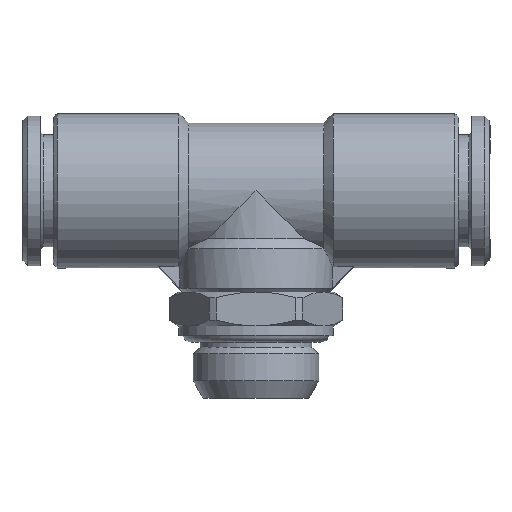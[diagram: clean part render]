
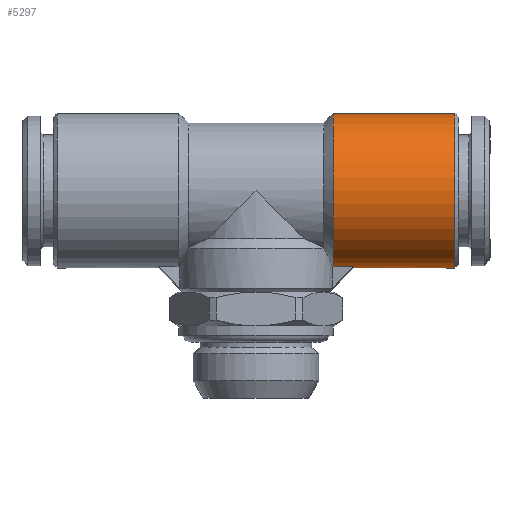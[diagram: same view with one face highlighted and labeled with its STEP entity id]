
A CAD part, top view. The second image highlights one B-rep face of the part: STEP entity #5297.
In plain terms, the highlighted cylindrical face has radius 8 mm (diameter 16 mm), a full revolution.
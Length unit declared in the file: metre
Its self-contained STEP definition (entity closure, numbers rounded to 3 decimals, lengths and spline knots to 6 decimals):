
#21=ELLIPSE('',#7780,0.04607,0.008);
#22=ELLIPSE('',#7802,0.04607,0.008);
#276=CIRCLE('',#7794,0.008);
#290=CIRCLE('',#7851,0.008);
#321=CYLINDRICAL_SURFACE('',#7850,0.008);
#1958=ORIENTED_EDGE('',*,*,#3163,.T.);
#1959=ORIENTED_EDGE('',*,*,#3118,.T.);
#1960=ORIENTED_EDGE('',*,*,#3320,.F.);
#1961=ORIENTED_EDGE('',*,*,#3193,.F.);
#1962=ORIENTED_EDGE('',*,*,#3321,.F.);
#3118=EDGE_CURVE('',#4527,#4525,#21,.T.);
#3163=EDGE_CURVE('',#4563,#4563,#276,.T.);
#3193=EDGE_CURVE('',#4584,#4585,#22,.T.);
#3320=EDGE_CURVE('',#4585,#4525,#290,.T.);
#3321=EDGE_CURVE('',#4527,#4584,#3662,.T.);
#3662=B_SPLINE_CURVE_WITH_KNOTS('',3,(#13719,#13720,#13721,#13722),
 .UNSPECIFIED.,.F.,.F.,(4,4),(0.,0.00358),
 .UNSPECIFIED.);
#3931=EDGE_LOOP('',(#1958));
#3932=EDGE_LOOP('',(#1959,#1960,#1961,#1962));
#4525=VERTEX_POINT('',#11843);
#4527=VERTEX_POINT('',#11846);
#4563=VERTEX_POINT('',#12214);
#4584=VERTEX_POINT('',#12587);
#4585=VERTEX_POINT('',#12588);
#4932=FACE_BOUND('',#3931,.T.);
#4933=FACE_BOUND('',#3932,.T.);
#5297=ADVANCED_FACE('',(#4932,#4933),#321,.T.);
#7780=AXIS2_PLACEMENT_3D('',#11845,#8445,#8446);
#7794=AXIS2_PLACEMENT_3D('',#12213,#8501,#8502);
#7802=AXIS2_PLACEMENT_3D('',#12586,#8536,#8537);
#7850=AXIS2_PLACEMENT_3D('',#13717,#8718,#8719);
#7851=AXIS2_PLACEMENT_3D('',#13718,#8720,#8721);
#8445=DIRECTION('',(-0.174,0.,-0.985));
#8446=DIRECTION('',(-0.985,0.,0.174));
#8501=DIRECTION('',(-1.,0.,0.));
#8502=DIRECTION('',(0.,0.,1.));
#8536=DIRECTION('',(0.174,0.,-0.985));
#8537=DIRECTION('',(-0.985,0.,-0.174));
#8718=DIRECTION('',(-1.,0.,0.));
#8719=DIRECTION('',(0.,0.,1.));
#8720=DIRECTION('',(-1.,0.,0.));
#8721=DIRECTION('',(0.,0.,-1.));
#11843=CARTESIAN_POINT('',(0.008,-0.007875,-0.001411));
#11845=CARTESIAN_POINT('',(0.,0.,0.));
#11846=CARTESIAN_POINT('',(0.010146,-0.007797,-0.001789));
#12213=CARTESIAN_POINT('',(0.0206,0.,0.));
#12214=CARTESIAN_POINT('',(0.0206,0.,0.008));
#12586=CARTESIAN_POINT('',(0.,0.,0.));
#12587=CARTESIAN_POINT('',(0.010146,-0.007797,0.001789));
#12588=CARTESIAN_POINT('',(0.008,-0.007875,0.001411));
#13717=CARTESIAN_POINT('',(0.,0.,0.));
#13718=CARTESIAN_POINT('',(0.008,0.,0.));
#13719=CARTESIAN_POINT('',(0.010146,-0.007797,-0.001789));
#13720=CARTESIAN_POINT('',(0.010079,-0.008069,-0.000604));
#13721=CARTESIAN_POINT('',(0.010079,-0.008069,0.000604));
#13722=CARTESIAN_POINT('',(0.010146,-0.007797,0.001789));
